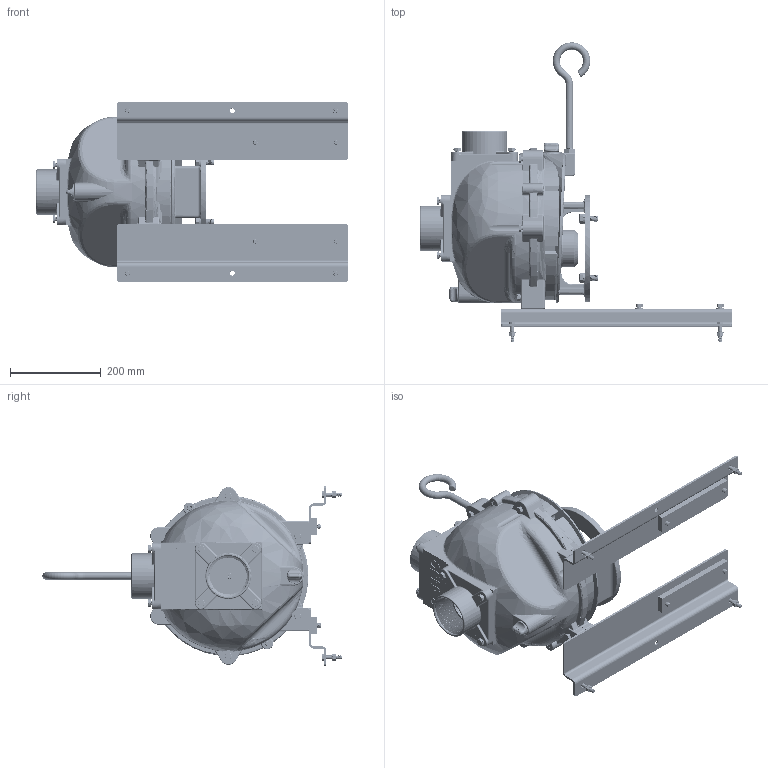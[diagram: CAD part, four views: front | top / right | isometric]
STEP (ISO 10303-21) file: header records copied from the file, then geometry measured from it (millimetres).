
FILE_DESCRIPTION(/* description */ (''),/* implementation_level */ '2;1');
FILE_NAME(/* name */ '333POICF.stp',/* time_stamp */ '2018-12-07T14:53:14-05:00',/* author */ ('MJC'),/* organization */ (''),/* preprocessor_version */ 'ST-DEVELOPER v17',/* originating_system */ 'Autodesk Inventor 2018',/* authorisation */ '');
FILE_SCHEMA (('AUTOMOTIVE_DESIGN { 1 0 10303 214 3 1 1 }'));
Products named in the file (41): 333POICF; 16704A; 16704AX; 16020; 16774A; 16773A; 16765; 16019C; 16702; 16019A; 16019B; V20011SS; 16733; 16712X; 16011; 16706; 16012; 16015; 16014; 16017; 16018; 16021; 16001; 16003; 18027; 18033; 18034; 18058; 17449; 15025; 17901; 15033A; 15033B; V20018; 17704; 13777; 13778; 15752; 17034; V10118 ...
Assembly tree (96 placements, depth 4):
  333POICF
    16704A
      16704AX
      16020  x2
    16774A
      16773A
    16765
    16019C
    16702
    16019A
    16019B
    V20011SS  x9
    V20018  x13
    16733
      16712X
      16011
      16706
        16012
        16015
        16014
        16017
        16018
        16021
      16001
      16003
      V20018  x8
      18027  x8
    18033
    18034
    18058  x4
    17449  x4
    15025
    17901
    15033A
    15033B
    17704  x4
    13777  x2
    13778  x2
    15752
    17034  x4
    V10118  x4
    V10119  x4
Bounding box: 685.1 x 657.64 x 395.22 mm (x, y, z)
Volume: 10488219.3 mm3; surface area: 2209804.4 mm2
Topology: 92 solids, 92 shells, 8419 faces, 19246 edges, 11054 vertices
Faces by surface type: cylinder 3303, cone 2798, plane 1326, bspline 736, torus 215, sphere 41
Full cylindrical faces by diameter (mm): 6.35 x1, 7.112 x2, 7.798 x21, 9.512 x2, 9.525 x2, 9.601 x25, 9.906 x2, 9.982 x3, 10.16 x8, 10.312 x16, 10.319 x10, 10.49 x6, 11.43 x1, 12.7 x1, 13.127 x16, 14.287 x6, 15.875 x2, 17.78 x2, 18.669 x1, 22.631 x1, 23.368 x1, 23.767 x13, 23.812 x1, 24.13 x1, 25.4 x3, 29.718 x2, 33.274 x2, 34.925 x1, 35.814 x2, 36.512 x1
Entity records: 162547 total; most frequent: CARTESIAN_POINT 80035, ORIENTED_EDGE 17810, DIRECTION 15250, EDGE_CURVE 8905, AXIS2_PLACEMENT_3D 5815, VERTEX_POINT 5429, EDGE_LOOP 3904, ADVANCED_FACE 3637
